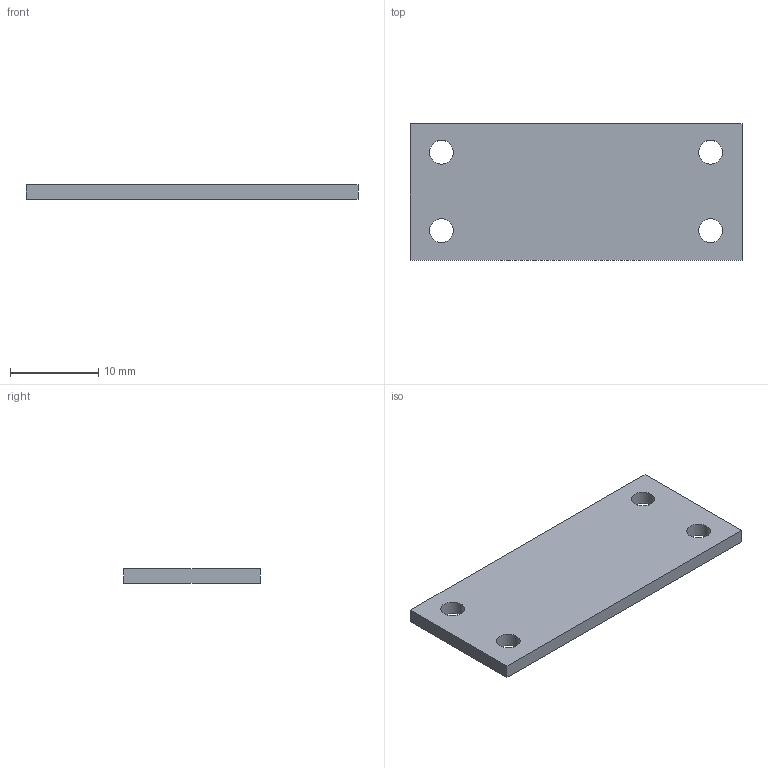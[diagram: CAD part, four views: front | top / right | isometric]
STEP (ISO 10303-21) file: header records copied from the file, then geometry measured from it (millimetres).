
FILE_DESCRIPTION(('KiCad electronic assembly'),'2;1');
FILE_NAME('adaptor.step','2022-05-15T18:57:54',('Pcbnew'),('Kicad'), 'Open CASCADE STEP processor 7.5','KiCad to STEP converter','Unknown' );
FILE_SCHEMA(('AUTOMOTIVE_DESIGN { 1 0 10303 214 1 1 1 1 }'));
Length unit declared in the file: millimetre
Products named in the file (2): adaptor 1; adaptor PCB
Assembly tree (1 placements, depth 2):
  adaptor 1
    adaptor PCB
Bounding box: 37.59 x 15.49 x 1.6 mm (x, y, z)
Volume: 895.3 mm3; surface area: 1343.3 mm2
Topology: 1 solids, 1 shells, 11 faces, 27 edges, 18 vertices
Faces by surface type: plane 7, cylinder 4
Full cylindrical faces by diameter (mm): 2.7 x4
Entity records: 743 total; most frequent: DIRECTION 115, CARTESIAN_POINT 112, LINE 65, VECTOR 65, ORIENTED_EDGE 54, PCURVE 54, DEFINITIONAL_REPRESENTATION 54, EDGE_CURVE 27
